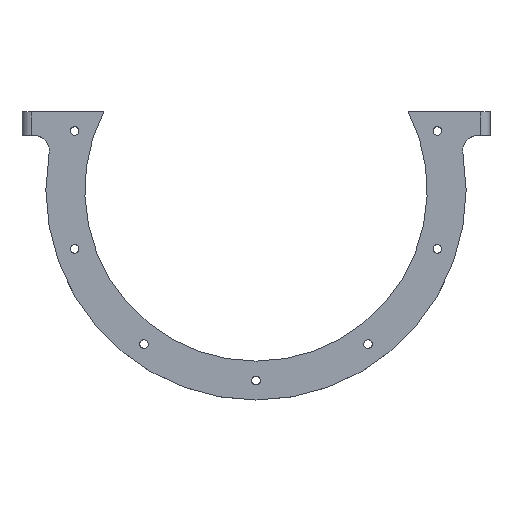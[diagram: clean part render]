
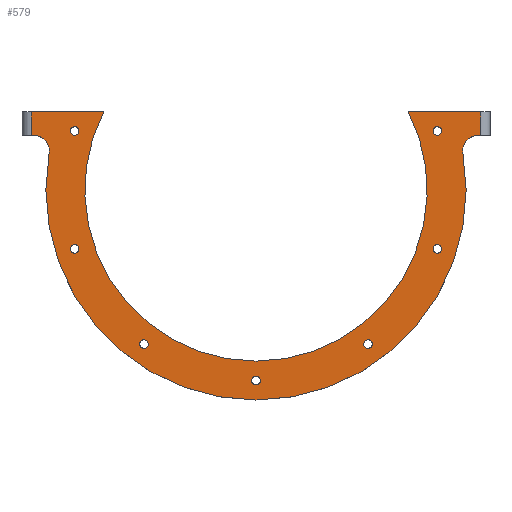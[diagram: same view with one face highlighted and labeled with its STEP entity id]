
A CAD part, top view. The second image highlights one B-rep face of the part: STEP entity #579.
In plain terms, the highlighted planar face has unit normal (0, 0, 1).
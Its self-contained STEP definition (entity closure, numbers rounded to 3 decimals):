
#19=FACE_BOUND('',#104,.T.);
#20=FACE_BOUND('',#105,.T.);
#21=FACE_BOUND('',#106,.T.);
#22=FACE_BOUND('',#107,.T.);
#23=FACE_BOUND('',#108,.T.);
#24=FACE_BOUND('',#109,.T.);
#25=FACE_BOUND('',#110,.T.);
#41=PLANE('',#655);
#70=FACE_OUTER_BOUND('',#103,.T.);
#103=EDGE_LOOP('',(#490,#491,#492,#493,#494,#495,#496,#497,#498,#499));
#104=EDGE_LOOP('',(#500));
#105=EDGE_LOOP('',(#501));
#106=EDGE_LOOP('',(#502));
#107=EDGE_LOOP('',(#503));
#108=EDGE_LOOP('',(#504));
#109=EDGE_LOOP('',(#505));
#110=EDGE_LOOP('',(#506));
#133=LINE('',#932,#172);
#141=LINE('',#987,#180);
#148=LINE('',#1010,#187);
#153=LINE('',#1025,#192);
#156=LINE('',#1031,#195);
#157=LINE('',#1034,#196);
#172=VECTOR('',#739,10.);
#180=VECTOR('',#765,10.);
#187=VECTOR('',#792,10.);
#192=VECTOR('',#809,10.);
#195=VECTOR('',#814,10.);
#196=VECTOR('',#817,10.);
#200=CIRCLE('',#599,2.75);
#202=CIRCLE('',#602,2.75);
#204=CIRCLE('',#605,2.75);
#206=CIRCLE('',#608,2.75);
#208=CIRCLE('',#611,2.75);
#210=CIRCLE('',#614,2.75);
#217=CIRCLE('',#624,10.);
#222=CIRCLE('',#631,10.);
#233=CIRCLE('',#656,135.);
#234=CIRCLE('',#657,110.);
#235=CIRCLE('',#658,2.75);
#239=VERTEX_POINT('',#845);
#241=VERTEX_POINT('',#851);
#243=VERTEX_POINT('',#857);
#245=VERTEX_POINT('',#863);
#247=VERTEX_POINT('',#869);
#249=VERTEX_POINT('',#875);
#259=VERTEX_POINT('',#922);
#260=VERTEX_POINT('',#924);
#262=VERTEX_POINT('',#931);
#268=VERTEX_POINT('',#955);
#269=VERTEX_POINT('',#957);
#276=VERTEX_POINT('',#985);
#282=VERTEX_POINT('',#1009);
#286=VERTEX_POINT('',#1023);
#288=VERTEX_POINT('',#1029);
#289=VERTEX_POINT('',#1033);
#291=VERTEX_POINT('',#1041);
#293=EDGE_CURVE('',#239,#239,#200,.T.);
#296=EDGE_CURVE('',#241,#241,#202,.T.);
#299=EDGE_CURVE('',#243,#243,#204,.T.);
#302=EDGE_CURVE('',#245,#245,#206,.T.);
#305=EDGE_CURVE('',#247,#247,#208,.T.);
#308=EDGE_CURVE('',#249,#249,#210,.T.);
#321=EDGE_CURVE('',#259,#260,#217,.T.);
#325=EDGE_CURVE('',#262,#260,#133,.T.);
#332=EDGE_CURVE('',#268,#269,#222,.T.);
#342=EDGE_CURVE('',#276,#268,#141,.T.);
#352=EDGE_CURVE('',#262,#282,#148,.T.);
#360=EDGE_CURVE('',#286,#276,#153,.T.);
#363=EDGE_CURVE('',#288,#286,#156,.T.);
#364=EDGE_CURVE('',#289,#282,#157,.T.);
#367=EDGE_CURVE('',#259,#269,#233,.T.);
#368=EDGE_CURVE('',#288,#289,#234,.T.);
#369=EDGE_CURVE('',#291,#291,#235,.T.);
#490=ORIENTED_EDGE('',*,*,#352,.F.);
#491=ORIENTED_EDGE('',*,*,#325,.T.);
#492=ORIENTED_EDGE('',*,*,#321,.F.);
#493=ORIENTED_EDGE('',*,*,#367,.T.);
#494=ORIENTED_EDGE('',*,*,#332,.F.);
#495=ORIENTED_EDGE('',*,*,#342,.F.);
#496=ORIENTED_EDGE('',*,*,#360,.F.);
#497=ORIENTED_EDGE('',*,*,#363,.F.);
#498=ORIENTED_EDGE('',*,*,#368,.T.);
#499=ORIENTED_EDGE('',*,*,#364,.T.);
#500=ORIENTED_EDGE('',*,*,#293,.T.);
#501=ORIENTED_EDGE('',*,*,#296,.T.);
#502=ORIENTED_EDGE('',*,*,#299,.T.);
#503=ORIENTED_EDGE('',*,*,#302,.T.);
#504=ORIENTED_EDGE('',*,*,#305,.T.);
#505=ORIENTED_EDGE('',*,*,#308,.T.);
#506=ORIENTED_EDGE('',*,*,#369,.T.);
#579=ADVANCED_FACE('',(#70,#19,#20,#21,#22,#23,#24,#25),#41,.T.);
#599=AXIS2_PLACEMENT_3D('',#846,#670,#671);
#602=AXIS2_PLACEMENT_3D('',#852,#677,#678);
#605=AXIS2_PLACEMENT_3D('',#858,#684,#685);
#608=AXIS2_PLACEMENT_3D('',#864,#691,#692);
#611=AXIS2_PLACEMENT_3D('',#870,#698,#699);
#614=AXIS2_PLACEMENT_3D('',#876,#705,#706);
#624=AXIS2_PLACEMENT_3D('',#925,#730,#731);
#631=AXIS2_PLACEMENT_3D('',#958,#749,#750);
#655=AXIS2_PLACEMENT_3D('',#1038,#820,#821);
#656=AXIS2_PLACEMENT_3D('',#1039,#822,#823);
#657=AXIS2_PLACEMENT_3D('',#1040,#824,#825);
#658=AXIS2_PLACEMENT_3D('',#1042,#826,#827);
#670=DIRECTION('center_axis',(0.,0.,-1.));
#671=DIRECTION('ref_axis',(-0.809,0.588,0.));
#677=DIRECTION('center_axis',(0.,0.,-1.));
#678=DIRECTION('ref_axis',(-0.309,0.951,0.));
#684=DIRECTION('center_axis',(0.,0.,-1.));
#685=DIRECTION('ref_axis',(0.309,0.951,0.));
#691=DIRECTION('center_axis',(0.,0.,-1.));
#692=DIRECTION('ref_axis',(0.309,-0.951,0.));
#698=DIRECTION('center_axis',(0.,0.,-1.));
#699=DIRECTION('ref_axis',(-0.309,-0.951,0.));
#705=DIRECTION('center_axis',(0.,0.,-1.));
#706=DIRECTION('ref_axis',(-0.809,-0.588,0.));
#730=DIRECTION('center_axis',(0.,0.,1.));
#731=DIRECTION('ref_axis',(0.766,0.643,0.));
#739=DIRECTION('',(1.,0.,0.));
#749=DIRECTION('center_axis',(0.,0.,1.));
#750=DIRECTION('ref_axis',(-0.766,0.643,0.));
#765=DIRECTION('',(-1.,0.,0.));
#792=DIRECTION('',(0.,1.,0.));
#809=DIRECTION('',(0.,-1.,0.));
#814=DIRECTION('',(1.,0.,0.));
#817=DIRECTION('',(-1.,0.,0.));
#820=DIRECTION('center_axis',(0.,0.,1.));
#821=DIRECTION('ref_axis',(1.,0.,0.));
#822=DIRECTION('center_axis',(0.,0.,1.));
#823=DIRECTION('ref_axis',(1.,0.,0.));
#824=DIRECTION('center_axis',(0.,0.,-1.));
#825=DIRECTION('ref_axis',(1.,0.,0.));
#826=DIRECTION('center_axis',(0.,0.,-1.));
#827=DIRECTION('ref_axis',(-1.,0.,0.));
#845=CARTESIAN_POINT('',(-69.779,-100.721,20.));
#846=CARTESIAN_POINT('Origin',(-72.004,-99.105,20.));
#851=CARTESIAN_POINT('',(-115.655,-40.47,20.));
#852=CARTESIAN_POINT('Origin',(-116.504,-37.855,20.));
#857=CARTESIAN_POINT('',(-117.354,35.239,20.));
#858=CARTESIAN_POINT('Origin',(-116.504,37.855,20.));
#863=CARTESIAN_POINT('',(115.655,40.47,20.));
#864=CARTESIAN_POINT('Origin',(116.504,37.855,20.));
#869=CARTESIAN_POINT('',(117.354,-35.239,20.));
#870=CARTESIAN_POINT('Origin',(116.504,-37.855,20.));
#875=CARTESIAN_POINT('',(74.228,-97.488,20.));
#876=CARTESIAN_POINT('Origin',(72.004,-99.105,20.));
#922=CARTESIAN_POINT('',(-132.962,23.37,20.));
#924=CARTESIAN_POINT('',(-142.811,35.101,20.));
#925=CARTESIAN_POINT('Origin',(-142.811,25.101,20.));
#931=CARTESIAN_POINT('',(-144.359,35.101,20.));
#932=CARTESIAN_POINT('',(-150.359,35.101,20.));
#955=CARTESIAN_POINT('',(142.811,35.101,20.));
#957=CARTESIAN_POINT('',(132.962,23.37,20.));
#958=CARTESIAN_POINT('Origin',(142.811,25.101,20.));
#985=CARTESIAN_POINT('',(144.359,35.101,20.));
#987=CARTESIAN_POINT('',(150.359,35.101,20.));
#1009=CARTESIAN_POINT('',(-144.359,50.101,20.));
#1010=CARTESIAN_POINT('',(-144.359,17.551,20.));
#1023=CARTESIAN_POINT('',(144.359,50.101,20.));
#1025=CARTESIAN_POINT('',(144.359,25.051,20.));
#1029=CARTESIAN_POINT('',(97.928,50.101,20.));
#1031=CARTESIAN_POINT('',(125.359,50.101,20.));
#1033=CARTESIAN_POINT('',(-97.928,50.101,20.));
#1034=CARTESIAN_POINT('',(-125.359,50.101,20.));
#1038=CARTESIAN_POINT('Origin',(0.,0.,20.));
#1039=CARTESIAN_POINT('Origin',(0.,0.,20.));
#1040=CARTESIAN_POINT('Origin',(0.,0.,20.));
#1041=CARTESIAN_POINT('',(2.75,-122.5,20.));
#1042=CARTESIAN_POINT('Origin',(0.,-122.5,20.));
